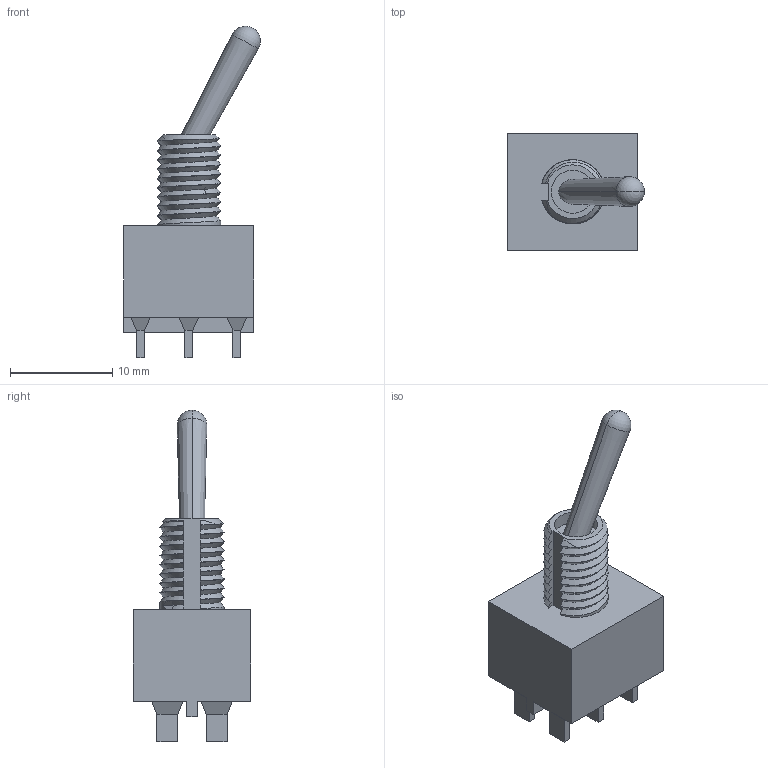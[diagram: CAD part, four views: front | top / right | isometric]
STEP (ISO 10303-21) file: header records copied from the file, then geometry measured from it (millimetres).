
FILE_DESCRIPTION((''),'2;1');
FILE_NAME('C-2-1825138-8','2016-02-12T',('workeradm'),('Tyco Electronics Ltd.'),'CREO PARAMETRIC BY PTC INC, 2015200','CREO PARAMETRIC BY PTC INC, 2015200','');
FILE_SCHEMA(('AUTOMOTIVE_DESIGN { 1 0 10303 214 1 1 1 1 }'));
Length unit declared in the file: millimetre
Products named in the file (1): C-2-1825138-8
Bounding box: 13.34 x 11.43 x 32.33 mm (x, y, z)
Volume: 1651.5 mm3; surface area: 1224 mm2
Topology: 1 solids, 1 shells, 124 faces, 311 edges, 196 vertices
Faces by surface type: plane 71, bspline 26, cylinder 22, cone 3, sphere 2
Entity records: 8183 total; most frequent: CARTESIAN_POINT 5470, ORIENTED_EDGE 618, DIRECTION 414, EDGE_CURVE 309, VERTEX_POINT 196, VECTOR 192, LINE 192, EDGE_LOOP 133
